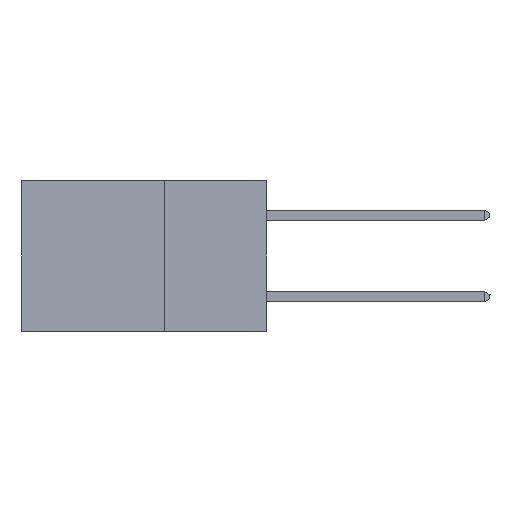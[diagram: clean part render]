
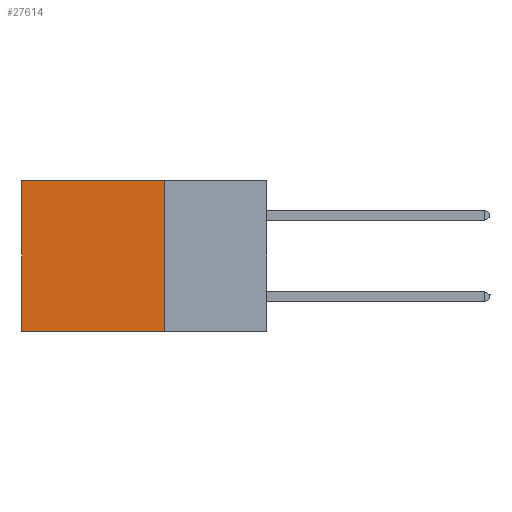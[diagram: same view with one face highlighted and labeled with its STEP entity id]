
A CAD part, left-side view. The second image highlights one B-rep face of the part: STEP entity #27614.
In plain terms, the highlighted planar face has unit normal (-1, 0, 0).
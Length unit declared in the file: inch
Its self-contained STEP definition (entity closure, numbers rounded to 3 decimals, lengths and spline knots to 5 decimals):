
#1629 = VERTEX_POINT ( 'NONE', #25956 ) ;
#1694 = PLANE ( 'NONE',  #37590 ) ;
#6970 = ORIENTED_EDGE ( 'NONE', *, *, #38000, .F. ) ;
#7860 = LINE ( 'NONE', #23040, #10943 ) ;
#8463 = FACE_OUTER_BOUND ( 'NONE', #9170, .T. ) ;
#8896 = VERTEX_POINT ( 'NONE', #20174 ) ;
#9170 = EDGE_LOOP ( 'NONE', ( #31461, #6970, #28073, #39155 ) ) ;
#9826 = LINE ( 'NONE', #39315, #24574 ) ;
#10943 = VECTOR ( 'NONE', #36205, 39.37008 ) ;
#12898 = DIRECTION ( 'NONE',  ( 0., 0., -1. ) ) ;
#16097 = EDGE_CURVE ( 'NONE', #1629, #8896, #37920, .T. ) ;
#16777 = VERTEX_POINT ( 'NONE', #23698 ) ;
#18515 = EDGE_CURVE ( 'NONE', #16777, #1629, #7860, .T. ) ;
#18560 = DIRECTION ( 'NONE',  ( 1., 0., 0. ) ) ;
#19054 = VECTOR ( 'NONE', #12898, 39.37008 ) ;
#19133 = DIRECTION ( 'NONE',  ( 0., 0., -1. ) ) ;
#20174 = CARTESIAN_POINT ( 'NONE',  ( 0.2875, 0.6, -0.37 ) ) ;
#20192 = CARTESIAN_POINT ( 'NONE',  ( 0.2875, 0.25, -0.37 ) ) ;
#23040 = CARTESIAN_POINT ( 'NONE',  ( 0.2875, 0.25, 0. ) ) ;
#23698 = CARTESIAN_POINT ( 'NONE',  ( 0.2875, 0.25, 0. ) ) ;
#24574 = VECTOR ( 'NONE', #29101, 39.37008 ) ;
#25956 = CARTESIAN_POINT ( 'NONE',  ( 0.2875, 0.6, 0. ) ) ;
#27614 = ADVANCED_FACE ( 'NONE', ( #8463 ), #1694, .F. ) ;
#28073 = ORIENTED_EDGE ( 'NONE', *, *, #35932, .F. ) ;
#28218 = CARTESIAN_POINT ( 'NONE',  ( 0.2875, 0.25, -0.37 ) ) ;
#29101 = DIRECTION ( 'NONE',  ( 0., 0., -1. ) ) ;
#31461 = ORIENTED_EDGE ( 'NONE', *, *, #16097, .T. ) ;
#31578 = DIRECTION ( 'NONE',  ( 0., 1., 0. ) ) ;
#33381 = CARTESIAN_POINT ( 'NONE',  ( 0.2875, 0.6, 0. ) ) ;
#35549 = CARTESIAN_POINT ( 'NONE',  ( 0.2875, 0.25, 0. ) ) ;
#35932 = EDGE_CURVE ( 'NONE', #16777, #37736, #9826, .T. ) ;
#36205 = DIRECTION ( 'NONE',  ( 0., 1., 0. ) ) ;
#37590 = AXIS2_PLACEMENT_3D ( 'NONE', #35549, #18560, #19133 ) ;
#37736 = VERTEX_POINT ( 'NONE', #20192 ) ;
#37920 = LINE ( 'NONE', #33381, #19054 ) ;
#37987 = LINE ( 'NONE', #28218, #43263 ) ;
#38000 = EDGE_CURVE ( 'NONE', #37736, #8896, #37987, .T. ) ;
#39155 = ORIENTED_EDGE ( 'NONE', *, *, #18515, .T. ) ;
#39315 = CARTESIAN_POINT ( 'NONE',  ( 0.2875, 0.25, 0. ) ) ;
#43263 = VECTOR ( 'NONE', #31578, 39.37008 ) ;
